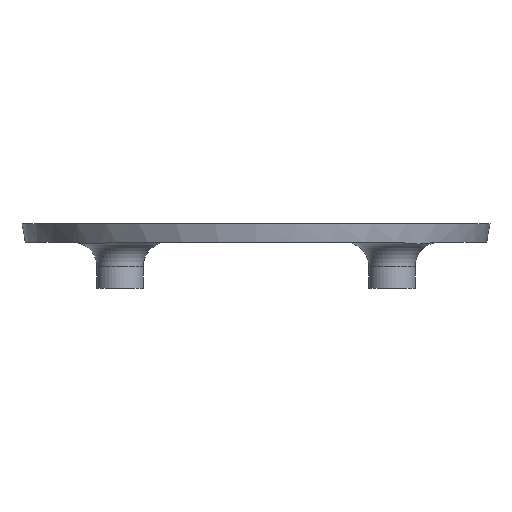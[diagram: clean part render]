
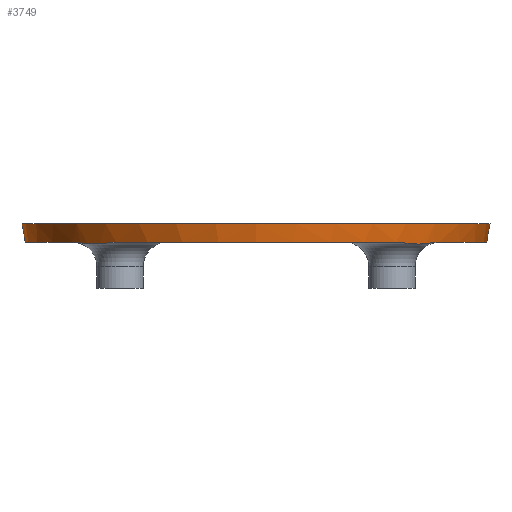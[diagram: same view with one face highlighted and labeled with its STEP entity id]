
A CAD part, front view. The second image highlights one B-rep face of the part: STEP entity #3749.
In plain terms, the highlighted conical face has half-angle 10.079 degrees and reference radius 75.533 mm.
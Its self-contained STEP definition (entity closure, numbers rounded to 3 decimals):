
#15=CONICAL_SURFACE('',#4041,75.533,0.176);
#57=B_SPLINE_CURVE_WITH_KNOTS('',3,(#5269,#5270,#5271,#5272,#5273,#5274,
#5275,#5276,#5277,#5278,#5279,#5280),.UNSPECIFIED.,.F.,.F.,(4,2,2,2,2,4),
(1.487,1.772,1.998,2.199,2.464,
2.702),.UNSPECIFIED.);
#59=B_SPLINE_CURVE_WITH_KNOTS('',3,(#5548,#5549,#5550,#5551,#5552,#5553,
#5554,#5555,#5556,#5557,#5558,#5559,#5560,#5561),.UNSPECIFIED.,.F.,.F.,
(4,2,2,2,2,2,4),(7.282,7.336,7.95,8.366,
8.758,9.285,9.544),.UNSPECIFIED.);
#63=B_SPLINE_CURVE_WITH_KNOTS('',3,(#5594,#5595,#5596,#5597,#5598,#5599,
#5600,#5601,#5602,#5603,#5604,#5605),.UNSPECIFIED.,.F.,.F.,(4,2,2,2,2,4),
(1.487,1.772,1.998,2.199,2.464,
2.702),.UNSPECIFIED.);
#67=B_SPLINE_CURVE_WITH_KNOTS('',3,(#5637,#5638,#5639,#5640,#5641,#5642,
#5643,#5644,#5645,#5646,#5647,#5648,#5649,#5650),.UNSPECIFIED.,.F.,.F.,
(4,2,2,2,2,2,4),(7.282,7.336,7.95,8.366,
8.758,9.285,9.544),.UNSPECIFIED.);
#151=CIRCLE('',#3835,75.);
#157=CIRCLE('',#3841,75.);
#158=CIRCLE('',#3842,75.);
#165=CIRCLE('',#3849,75.);
#172=CIRCLE('',#3856,75.);
#223=CIRCLE('',#4042,76.067);
#407=FACE_OUTER_BOUND('',#637,.T.);
#637=EDGE_LOOP('',(#3253,#3254,#3255,#3256,#3257,#3258,#3259,#3260,#3261,
#3262,#3263,#3264));
#1065=LINE('',#6164,#1472);
#1472=VECTOR('',#4967,75.533);
#1560=VERTEX_POINT('',#5266);
#1561=VERTEX_POINT('',#5268);
#1568=VERTEX_POINT('',#5301);
#1575=VERTEX_POINT('',#5315);
#1576=VERTEX_POINT('',#5317);
#1577=VERTEX_POINT('',#5319);
#1585=VERTEX_POINT('',#5335);
#1586=VERTEX_POINT('',#5337);
#1594=VERTEX_POINT('',#5353);
#1830=VERTEX_POINT('',#6163);
#1935=EDGE_CURVE('',#1561,#1560,#57,.F.);
#1944=EDGE_CURVE('',#1561,#1568,#151,.T.);
#1952=EDGE_CURVE('',#1575,#1576,#157,.T.);
#1953=EDGE_CURVE('',#1576,#1577,#158,.T.);
#1962=EDGE_CURVE('',#1585,#1586,#165,.T.);
#1971=EDGE_CURVE('',#1594,#1560,#172,.T.);
#2068=EDGE_CURVE('',#1594,#1586,#59,.F.);
#2078=EDGE_CURVE('',#1575,#1568,#63,.F.);
#2088=EDGE_CURVE('',#1585,#1577,#67,.F.);
#2330=EDGE_CURVE('',#1576,#1830,#1065,.T.);
#2331=EDGE_CURVE('',#1830,#1830,#223,.T.);
#3253=ORIENTED_EDGE('',*,*,#1962,.F.);
#3254=ORIENTED_EDGE('',*,*,#2088,.T.);
#3255=ORIENTED_EDGE('',*,*,#1953,.F.);
#3256=ORIENTED_EDGE('',*,*,#2330,.T.);
#3257=ORIENTED_EDGE('',*,*,#2331,.T.);
#3258=ORIENTED_EDGE('',*,*,#2330,.F.);
#3259=ORIENTED_EDGE('',*,*,#1952,.F.);
#3260=ORIENTED_EDGE('',*,*,#2078,.T.);
#3261=ORIENTED_EDGE('',*,*,#1944,.F.);
#3262=ORIENTED_EDGE('',*,*,#1935,.T.);
#3263=ORIENTED_EDGE('',*,*,#1971,.F.);
#3264=ORIENTED_EDGE('',*,*,#2068,.T.);
#3749=ADVANCED_FACE('',(#407),#15,.T.);
#3835=AXIS2_PLACEMENT_3D('',#5302,#4252,#4253);
#3841=AXIS2_PLACEMENT_3D('',#5318,#4266,#4267);
#3842=AXIS2_PLACEMENT_3D('',#5320,#4268,#4269);
#3849=AXIS2_PLACEMENT_3D('',#5338,#4284,#4285);
#3856=AXIS2_PLACEMENT_3D('',#5355,#4300,#4301);
#4041=AXIS2_PLACEMENT_3D('',#6162,#4965,#4966);
#4042=AXIS2_PLACEMENT_3D('',#6165,#4968,#4969);
#4252=DIRECTION('center_axis',(0.,0.,-1.));
#4253=DIRECTION('ref_axis',(1.,0.,0.));
#4266=DIRECTION('center_axis',(0.,0.,-1.));
#4267=DIRECTION('ref_axis',(1.,0.,0.));
#4268=DIRECTION('center_axis',(0.,0.,-1.));
#4269=DIRECTION('ref_axis',(1.,0.,0.));
#4284=DIRECTION('center_axis',(0.,0.,-1.));
#4285=DIRECTION('ref_axis',(1.,0.,0.));
#4300=DIRECTION('center_axis',(0.,0.,-1.));
#4301=DIRECTION('ref_axis',(1.,0.,0.));
#4965=DIRECTION('center_axis',(0.,0.,1.));
#4966=DIRECTION('ref_axis',(0.,1.,0.));
#4967=DIRECTION('',(0.,-0.175,0.985));
#4968=DIRECTION('center_axis',(0.,0.,-1.));
#4969=DIRECTION('ref_axis',(1.,0.,0.));
#5266=CARTESIAN_POINT('',(45.474,59.641,-13.5));
#5268=CARTESIAN_POINT('',(59.641,45.474,-13.5));
#5269=CARTESIAN_POINT('Ctrl Pts',(45.474,59.641,-13.5));
#5270=CARTESIAN_POINT('Ctrl Pts',(46.793,58.636,-13.5));
#5271=CARTESIAN_POINT('Ctrl Pts',(48.024,57.595,-13.65));
#5272=CARTESIAN_POINT('Ctrl Pts',(50.168,55.663,-13.929));
#5273=CARTESIAN_POINT('Ctrl Pts',(51.104,54.774,-14.054));
#5274=CARTESIAN_POINT('Ctrl Pts',(52.843,53.072,-14.149));
#5275=CARTESIAN_POINT('Ctrl Pts',(53.583,52.328,-14.134));
#5276=CARTESIAN_POINT('Ctrl Pts',(55.35,50.502,-13.99));
#5277=CARTESIAN_POINT('Ctrl Pts',(56.277,49.505,-13.837));
#5278=CARTESIAN_POINT('Ctrl Pts',(57.961,47.584,-13.603));
#5279=CARTESIAN_POINT('Ctrl Pts',(58.808,46.567,-13.5));
#5280=CARTESIAN_POINT('Ctrl Pts',(59.641,45.474,-13.5));
#5301=CARTESIAN_POINT('',(59.641,-45.474,-13.5));
#5302=CARTESIAN_POINT('Origin',(0.,0.,-13.5));
#5315=CARTESIAN_POINT('',(45.474,-59.641,-13.5));
#5317=CARTESIAN_POINT('',(0.,-75.,-13.5));
#5318=CARTESIAN_POINT('Origin',(0.,0.,-13.5));
#5319=CARTESIAN_POINT('',(-45.474,-59.641,-13.5));
#5320=CARTESIAN_POINT('Origin',(0.,0.,-13.5));
#5335=CARTESIAN_POINT('',(-59.641,-45.474,-13.5));
#5337=CARTESIAN_POINT('',(-59.641,45.474,-13.5));
#5338=CARTESIAN_POINT('Origin',(0.,0.,-13.5));
#5353=CARTESIAN_POINT('',(-45.474,59.641,-13.5));
#5355=CARTESIAN_POINT('Origin',(0.,0.,-13.5));
#5548=CARTESIAN_POINT('Ctrl Pts',(-59.641,45.474,-13.5));
#5549=CARTESIAN_POINT('Ctrl Pts',(-59.536,45.613,-13.5));
#5550=CARTESIAN_POINT('Ctrl Pts',(-59.432,45.747,-13.502));
#5551=CARTESIAN_POINT('Ctrl Pts',(-58.188,47.346,-13.537));
#5552=CARTESIAN_POINT('Ctrl Pts',(-57.011,48.697,-13.742));
#5553=CARTESIAN_POINT('Ctrl Pts',(-55.004,50.864,-14.016));
#5554=CARTESIAN_POINT('Ctrl Pts',(-54.185,51.714,-14.106));
#5555=CARTESIAN_POINT('Ctrl Pts',(-52.503,53.41,-14.144));
#5556=CARTESIAN_POINT('Ctrl Pts',(-51.728,54.171,-14.099));
#5557=CARTESIAN_POINT('Ctrl Pts',(-49.782,56.024,-13.895));
#5558=CARTESIAN_POINT('Ctrl Pts',(-48.656,57.047,-13.713));
#5559=CARTESIAN_POINT('Ctrl Pts',(-46.88,58.538,-13.546));
#5560=CARTESIAN_POINT('Ctrl Pts',(-46.209,59.081,-13.5));
#5561=CARTESIAN_POINT('Ctrl Pts',(-45.474,59.641,-13.5));
#5594=CARTESIAN_POINT('Ctrl Pts',(59.641,-45.474,-13.5));
#5595=CARTESIAN_POINT('Ctrl Pts',(58.636,-46.793,-13.5));
#5596=CARTESIAN_POINT('Ctrl Pts',(57.595,-48.024,-13.65));
#5597=CARTESIAN_POINT('Ctrl Pts',(55.663,-50.168,-13.929));
#5598=CARTESIAN_POINT('Ctrl Pts',(54.774,-51.104,-14.054));
#5599=CARTESIAN_POINT('Ctrl Pts',(53.072,-52.843,-14.149));
#5600=CARTESIAN_POINT('Ctrl Pts',(52.328,-53.583,-14.134));
#5601=CARTESIAN_POINT('Ctrl Pts',(50.502,-55.35,-13.99));
#5602=CARTESIAN_POINT('Ctrl Pts',(49.505,-56.277,-13.837));
#5603=CARTESIAN_POINT('Ctrl Pts',(47.584,-57.961,-13.603));
#5604=CARTESIAN_POINT('Ctrl Pts',(46.567,-58.808,-13.5));
#5605=CARTESIAN_POINT('Ctrl Pts',(45.474,-59.641,-13.5));
#5637=CARTESIAN_POINT('Ctrl Pts',(-45.474,-59.641,-13.5));
#5638=CARTESIAN_POINT('Ctrl Pts',(-45.613,-59.536,-13.5));
#5639=CARTESIAN_POINT('Ctrl Pts',(-45.747,-59.432,-13.502));
#5640=CARTESIAN_POINT('Ctrl Pts',(-47.346,-58.188,-13.537));
#5641=CARTESIAN_POINT('Ctrl Pts',(-48.697,-57.011,-13.742));
#5642=CARTESIAN_POINT('Ctrl Pts',(-50.864,-55.004,-14.016));
#5643=CARTESIAN_POINT('Ctrl Pts',(-51.714,-54.185,-14.106));
#5644=CARTESIAN_POINT('Ctrl Pts',(-53.41,-52.503,-14.144));
#5645=CARTESIAN_POINT('Ctrl Pts',(-54.171,-51.728,-14.099));
#5646=CARTESIAN_POINT('Ctrl Pts',(-56.024,-49.782,-13.895));
#5647=CARTESIAN_POINT('Ctrl Pts',(-57.047,-48.656,-13.713));
#5648=CARTESIAN_POINT('Ctrl Pts',(-58.538,-46.88,-13.546));
#5649=CARTESIAN_POINT('Ctrl Pts',(-59.081,-46.209,-13.5));
#5650=CARTESIAN_POINT('Ctrl Pts',(-59.641,-45.474,-13.5));
#6162=CARTESIAN_POINT('Origin',(0.,0.,-10.5));
#6163=CARTESIAN_POINT('',(0.,-76.067,-7.5));
#6164=CARTESIAN_POINT('',(0.,-75.533,-10.5));
#6165=CARTESIAN_POINT('Origin',(0.,0.,-7.5));
